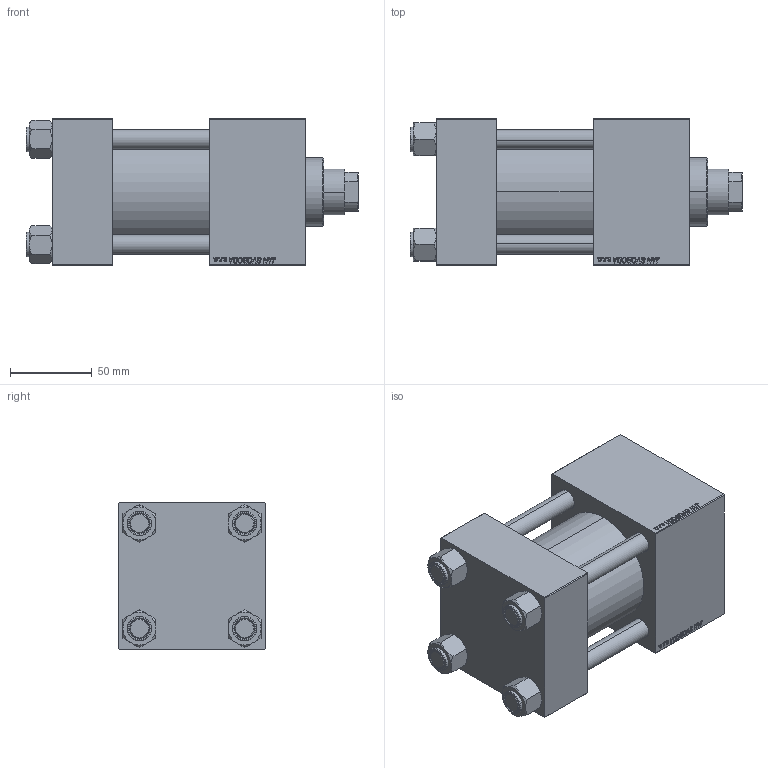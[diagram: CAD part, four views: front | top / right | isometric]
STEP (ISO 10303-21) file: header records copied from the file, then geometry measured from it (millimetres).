
FILE_DESCRIPTION (( 'STEP AP203' ), '1' );
FILE_NAME ('966f.STEP', '2025-07-16T09:01:01', ( '' ), ( '' ), 'SwSTEP 2.0', 'SolidWorks 2019', '' );
FILE_SCHEMA (( 'CONFIG_CONTROL_DESIGN' ));
Length unit declared in the file: millimetre
Products named in the file (6): V215CR_C_TYCINKA 2bdd1b3bb294cf125cccb9dd54f8534a; V215CR_C_Body 2bdd1b3bb294cf125cccb9dd54f8534a; 966f; V215CR_VCP_C 2bdd1b3bb294cf125cccb9dd54f8534a; V215_VC_A 2bdd1b3bb294cf125cccb9dd54f8534a; NUT_M5_C 2bdd1b3bb294cf125cccb9dd54f8534a
Assembly tree (11 placements, depth 2):
  966f
    V215CR_C_Body 2bdd1b3bb294cf125cccb9dd54f8534a
    V215CR_VCP_C 2bdd1b3bb294cf125cccb9dd54f8534a
    NUT_M5_C 2bdd1b3bb294cf125cccb9dd54f8534a  x4
    V215CR_C_TYCINKA 2bdd1b3bb294cf125cccb9dd54f8534a  x4
    V215_VC_A 2bdd1b3bb294cf125cccb9dd54f8534a
Bounding box: 203 x 90 x 90 mm (x, y, z)
Volume: 947257.4 mm3; surface area: 179018.7 mm2
Topology: 11 solids, 11 shells, 1148 faces, 2877 edges, 1867 vertices
Faces by surface type: plane 526, bspline 392, cone 136, cylinder 86, torus 8
Entity records: 50234 total; most frequent: CARTESIAN_POINT 27122, ORIENTED_EDGE 5246, DIRECTION 3301, EDGE_CURVE 2623, VERTEX_POINT 1723, LINE 1591, VECTOR 1591, EDGE_LOOP 1156
